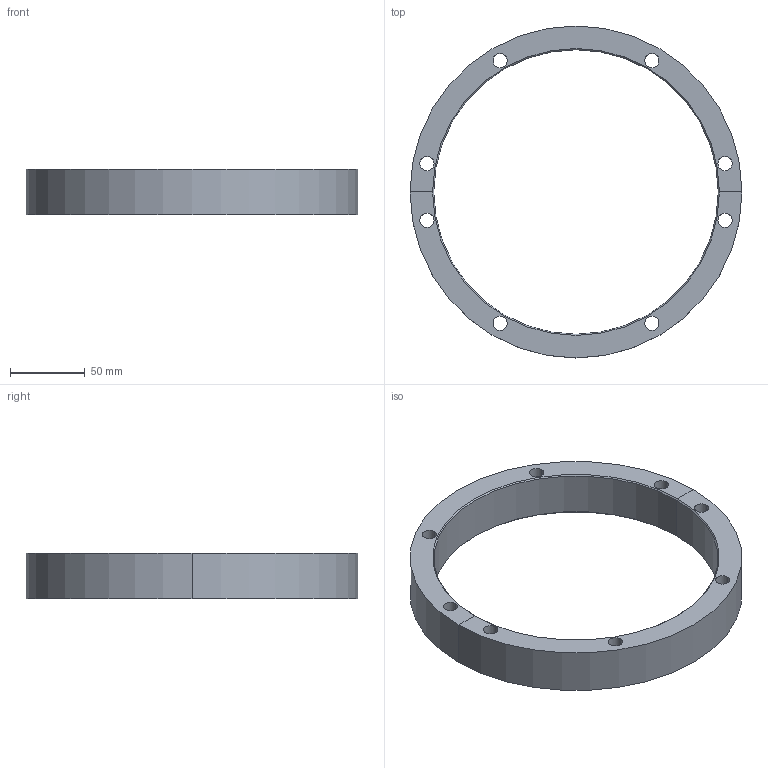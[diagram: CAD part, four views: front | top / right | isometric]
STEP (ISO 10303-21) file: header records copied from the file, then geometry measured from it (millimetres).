
FILE_DESCRIPTION (( 'STEP AP203' ), '1' );
FILE_NAME ('F1056.STEP', '2022-04-21T21:03:17', ( '' ), ( '' ), 'SwSTEP 2.0', 'SolidWorks 2020', '' );
FILE_SCHEMA (( 'CONFIG_CONTROL_DESIGN' ));
Length unit declared in the file: inch
Products named in the file (1): F1056
Bounding box: 222.25 x 222.25 x 30.73 mm (x, y, z)
Volume: 298431.7 mm3; surface area: 66099.9 mm2
Topology: 1 solids, 1 shells, 28 faces, 72 edges, 44 vertices
Faces by surface type: cylinder 20, cone 4, plane 4
Entity records: 979 total; most frequent: DIRECTION 174, CARTESIAN_POINT 145, ORIENTED_EDGE 144, AXIS2_PLACEMENT_3D 73, EDGE_CURVE 72, VERTEX_POINT 44, CIRCLE 44, EDGE_LOOP 44
